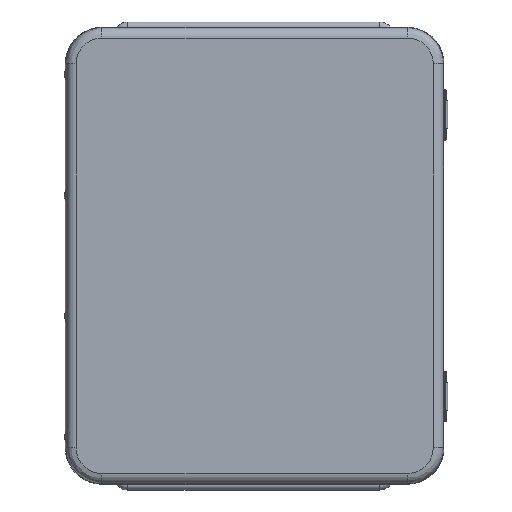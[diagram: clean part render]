
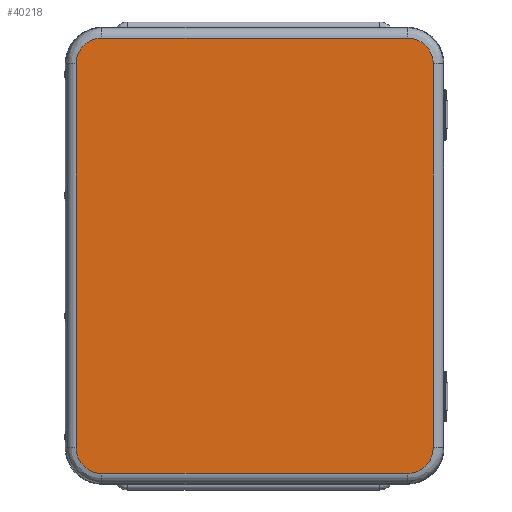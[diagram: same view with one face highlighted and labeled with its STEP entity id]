
A CAD part, top view. The second image highlights one B-rep face of the part: STEP entity #40218.
In plain terms, the highlighted planar face has unit normal (0, 0, 1).
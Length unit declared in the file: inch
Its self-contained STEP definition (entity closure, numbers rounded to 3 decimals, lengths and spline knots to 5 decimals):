
#819 = CARTESIAN_POINT ( 'NONE',  ( 3.82099, -5.40701, 0.21858 ) ) ;
#1450 = CARTESIAN_POINT ( 'NONE',  ( 3.82099, 5.40701, 0.21858 ) ) ;
#1460 = LINE ( 'NONE', #5935, #36268 ) ;
#2031 =( BOUNDED_CURVE ( )  B_SPLINE_CURVE ( 3, ( #2798, #18151, #29693, #17984 ),
 .UNSPECIFIED., .F., .F. ) 
 B_SPLINE_CURVE_WITH_KNOTS ( ( 4, 4 ),
 ( 0., 1. ),
 .UNSPECIFIED. ) 
 CURVE ( )  GEOMETRIC_REPRESENTATION_ITEM ( )  RATIONAL_B_SPLINE_CURVE ( ( 1., 0.805, 0.805, 1. ) ) 
 REPRESENTATION_ITEM ( '' )  );
#2648 = LINE ( 'NONE', #25186, #31554 ) ;
#2798 = CARTESIAN_POINT ( 'NONE',  ( -4.41002, 4.769, 0.21858 ) ) ;
#2961 = CARTESIAN_POINT ( 'NONE',  ( -4.41002, -5.14274, 0.21858 ) ) ;
#3039 = EDGE_CURVE ( 'NONE', #38121, #22186, #2648, .T. ) ;
#3736 = EDGE_LOOP ( 'NONE', ( #45627, #6606, #20264, #15646, #35275, #33335, #33917, #44161 ) ) ;
#5260 = CARTESIAN_POINT ( 'NONE',  ( 4.459, 4.769, 0.21858 ) ) ;
#5935 = CARTESIAN_POINT ( 'NONE',  ( -4.41002, -2.3845, 0.21858 ) ) ;
#6606 = ORIENTED_EDGE ( 'NONE', *, *, #15253, .F. ) ;
#7079 = VERTEX_POINT ( 'NONE', #37132 ) ;
#10791 = VERTEX_POINT ( 'NONE', #14795 ) ;
#11089 = FACE_OUTER_BOUND ( 'NONE', #3736, .T. ) ;
#12409 = LINE ( 'NONE', #35912, #13624 ) ;
#12580 = CARTESIAN_POINT ( 'NONE',  ( 4.459, -5.14274, 0.21858 ) ) ;
#13624 = VECTOR ( 'NONE', #31620, 39.37008 ) ;
#14560 = CARTESIAN_POINT ( 'NONE',  ( -4.41002, -4.769, 0.21858 ) ) ;
#14795 = CARTESIAN_POINT ( 'NONE',  ( -4.41002, -4.769, 0.21858 ) ) ;
#15253 = EDGE_CURVE ( 'NONE', #22186, #38586, #42033, .T. ) ;
#15476 = EDGE_CURVE ( 'NONE', #10791, #38735, #1460, .T. ) ;
#15646 = ORIENTED_EDGE ( 'NONE', *, *, #25618, .F. ) ;
#15688 = VERTEX_POINT ( 'NONE', #34455 ) ;
#16371 = CARTESIAN_POINT ( 'NONE',  ( -3.77201, 5.40701, 0.21858 ) ) ;
#17268 = CARTESIAN_POINT ( 'NONE',  ( 4.459, 4.769, 0.21858 ) ) ;
#17984 = CARTESIAN_POINT ( 'NONE',  ( -3.77201, 5.40701, 0.21858 ) ) ;
#18151 = CARTESIAN_POINT ( 'NONE',  ( -4.41002, 5.14274, 0.21858 ) ) ;
#20264 = ORIENTED_EDGE ( 'NONE', *, *, #3039, .F. ) ;
#20302 = DIRECTION ( 'NONE',  ( 0., 0., 1. ) ) ;
#22186 = VERTEX_POINT ( 'NONE', #28590 ) ;
#24636 = EDGE_CURVE ( 'NONE', #27990, #10791, #31632, .T. ) ;
#24769 = LINE ( 'NONE', #30427, #32513 ) ;
#25186 = CARTESIAN_POINT ( 'NONE',  ( -1.87376, 5.40701, 0.21858 ) ) ;
#25618 = EDGE_CURVE ( 'NONE', #38735, #38121, #2031, .T. ) ;
#27234 = EDGE_CURVE ( 'NONE', #15688, #27990, #24769, .T. ) ;
#27867 = CARTESIAN_POINT ( 'NONE',  ( -3.77201, -5.40701, 0.21858 ) ) ;
#27990 = VERTEX_POINT ( 'NONE', #27867 ) ;
#28590 = CARTESIAN_POINT ( 'NONE',  ( 3.82099, 5.40701, 0.21858 ) ) ;
#29014 = DIRECTION ( 'NONE',  ( 0., 1., 0. ) ) ;
#29693 = CARTESIAN_POINT ( 'NONE',  ( -4.14575, 5.40701, 0.21858 ) ) ;
#29855 = CARTESIAN_POINT ( 'NONE',  ( -4.14575, -5.40701, 0.21858 ) ) ;
#30427 = CARTESIAN_POINT ( 'NONE',  ( 1.92274, -5.40701, 0.21858 ) ) ;
#31037 = EDGE_CURVE ( 'NONE', #38586, #7079, #12409, .T. ) ;
#31554 = VECTOR ( 'NONE', #40232, 39.37008 ) ;
#31620 = DIRECTION ( 'NONE',  ( 0., -1., 0. ) ) ;
#31632 =( BOUNDED_CURVE ( )  B_SPLINE_CURVE ( 3, ( #48944, #29855, #2961, #14560 ),
 .UNSPECIFIED., .F., .F. ) 
 B_SPLINE_CURVE_WITH_KNOTS ( ( 4, 4 ),
 ( 0., 1. ),
 .UNSPECIFIED. ) 
 CURVE ( )  GEOMETRIC_REPRESENTATION_ITEM ( )  RATIONAL_B_SPLINE_CURVE ( ( 1., 0.805, 0.805, 1. ) ) 
 REPRESENTATION_ITEM ( '' )  );
#32513 = VECTOR ( 'NONE', #42453, 39.37008 ) ;
#33152 = CARTESIAN_POINT ( 'NONE',  ( -4.41002, 4.769, 0.21858 ) ) ;
#33335 = ORIENTED_EDGE ( 'NONE', *, *, #24636, .F. ) ;
#33917 = ORIENTED_EDGE ( 'NONE', *, *, #27234, .F. ) ;
#34455 = CARTESIAN_POINT ( 'NONE',  ( 3.82099, -5.40701, 0.21858 ) ) ;
#35275 = ORIENTED_EDGE ( 'NONE', *, *, #15476, .F. ) ;
#35912 = CARTESIAN_POINT ( 'NONE',  ( 4.459, 2.3845, 0.21858 ) ) ;
#36268 = VECTOR ( 'NONE', #29014, 39.37008 ) ;
#36996 = EDGE_CURVE ( 'NONE', #7079, #15688, #49172, .T. ) ;
#37132 = CARTESIAN_POINT ( 'NONE',  ( 4.459, -4.769, 0.21858 ) ) ;
#38121 = VERTEX_POINT ( 'NONE', #16371 ) ;
#38586 = VERTEX_POINT ( 'NONE', #17268 ) ;
#38735 = VERTEX_POINT ( 'NONE', #33152 ) ;
#39046 = CARTESIAN_POINT ( 'NONE',  ( 4.19472, 5.40701, 0.21858 ) ) ;
#40218 = ADVANCED_FACE ( 'NONE', ( #11089 ), #43256, .T. ) ;
#40232 = DIRECTION ( 'NONE',  ( 1., 0., 0. ) ) ;
#42028 = AXIS2_PLACEMENT_3D ( 'NONE', #43744, #20302, #47102 ) ;
#42033 =( BOUNDED_CURVE ( )  B_SPLINE_CURVE ( 3, ( #1450, #39046, #46778, #5260 ),
 .UNSPECIFIED., .F., .F. ) 
 B_SPLINE_CURVE_WITH_KNOTS ( ( 4, 4 ),
 ( 0., 1. ),
 .UNSPECIFIED. ) 
 CURVE ( )  GEOMETRIC_REPRESENTATION_ITEM ( )  RATIONAL_B_SPLINE_CURVE ( ( 1., 0.805, 0.805, 1. ) ) 
 REPRESENTATION_ITEM ( '' )  );
#42453 = DIRECTION ( 'NONE',  ( -1., 0., 0. ) ) ;
#43256 = PLANE ( 'NONE',  #42028 ) ;
#43291 = CARTESIAN_POINT ( 'NONE',  ( 4.459, -4.769, 0.21858 ) ) ;
#43744 = CARTESIAN_POINT ( 'NONE',  ( 0.02449, 0., 0.21858 ) ) ;
#44161 = ORIENTED_EDGE ( 'NONE', *, *, #36996, .F. ) ;
#45627 = ORIENTED_EDGE ( 'NONE', *, *, #31037, .F. ) ;
#46778 = CARTESIAN_POINT ( 'NONE',  ( 4.459, 5.14274, 0.21858 ) ) ;
#47102 = DIRECTION ( 'NONE',  ( 1., 0., 0. ) ) ;
#47140 = CARTESIAN_POINT ( 'NONE',  ( 4.19472, -5.40701, 0.21858 ) ) ;
#48944 = CARTESIAN_POINT ( 'NONE',  ( -3.77201, -5.40701, 0.21858 ) ) ;
#49172 =( BOUNDED_CURVE ( )  B_SPLINE_CURVE ( 3, ( #43291, #12580, #47140, #819 ),
 .UNSPECIFIED., .F., .F. ) 
 B_SPLINE_CURVE_WITH_KNOTS ( ( 4, 4 ),
 ( 0., 1. ),
 .UNSPECIFIED. ) 
 CURVE ( )  GEOMETRIC_REPRESENTATION_ITEM ( )  RATIONAL_B_SPLINE_CURVE ( ( 1., 0.805, 0.805, 1. ) ) 
 REPRESENTATION_ITEM ( '' )  );
